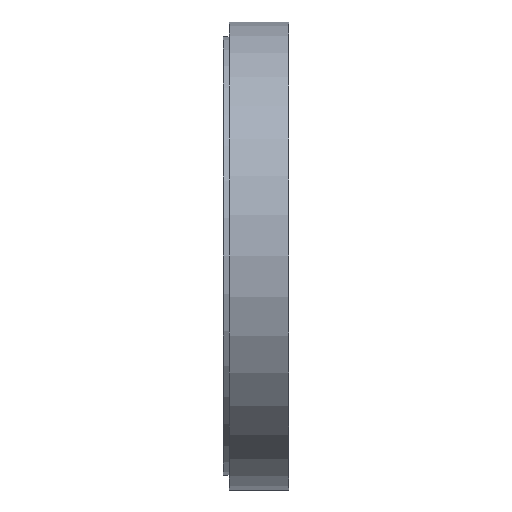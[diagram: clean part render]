
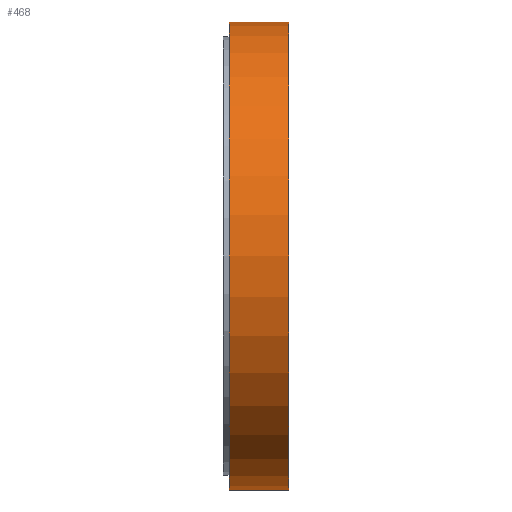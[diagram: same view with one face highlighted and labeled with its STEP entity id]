
A CAD part, left-side view. The second image highlights one B-rep face of the part: STEP entity #468.
In plain terms, the highlighted cylindrical face has radius 23.5 mm (diameter 47 mm), a partial arc.
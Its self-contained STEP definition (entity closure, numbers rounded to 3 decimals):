
#12 = EDGE_CURVE ( 'NONE', #1213, #404, #645, .T. ) ;
#21 = VECTOR ( 'NONE', #1038, 1000. ) ;
#67 = DIRECTION ( 'NONE',  ( 0., 0., -1. ) ) ;
#69 = LINE ( 'NONE', #554, #771 ) ;
#167 = CARTESIAN_POINT ( 'NONE',  ( 0., 6., 0. ) ) ;
#209 = CARTESIAN_POINT ( 'NONE',  ( 0., 6., -23.5 ) ) ;
#269 = AXIS2_PLACEMENT_3D ( 'NONE', #562, #546, #925 ) ;
#319 = DIRECTION ( 'NONE',  ( 0., -1., 0. ) ) ;
#341 = CARTESIAN_POINT ( 'NONE',  ( 0., 0., 0. ) ) ;
#404 = VERTEX_POINT ( 'NONE', #1231 ) ;
#468 = ADVANCED_FACE ( 'NONE', ( #669 ), #537, .T. ) ;
#537 = CYLINDRICAL_SURFACE ( 'NONE', #1502, 23.5 ) ;
#546 = DIRECTION ( 'NONE',  ( 0., 1., 0. ) ) ;
#554 = CARTESIAN_POINT ( 'NONE',  ( 0., 6., -23.5 ) ) ;
#562 = CARTESIAN_POINT ( 'NONE',  ( 0., 6., 0. ) ) ;
#584 = ORIENTED_EDGE ( 'NONE', *, *, #859, .F. ) ;
#645 = CIRCLE ( 'NONE', #269, 23.5 ) ;
#657 = ORIENTED_EDGE ( 'NONE', *, *, #1410, .T. ) ;
#669 = FACE_OUTER_BOUND ( 'NONE', #673, .T. ) ;
#673 = EDGE_LOOP ( 'NONE', ( #584, #935, #1046, #657 ) ) ;
#674 = LINE ( 'NONE', #1383, #21 ) ;
#771 = VECTOR ( 'NONE', #1035, 1000. ) ;
#783 = CARTESIAN_POINT ( 'NONE',  ( 0., 0., 23.5 ) ) ;
#859 = EDGE_CURVE ( 'NONE', #404, #1320, #674, .T. ) ;
#925 = DIRECTION ( 'NONE',  ( 0., 0., 1. ) ) ;
#935 = ORIENTED_EDGE ( 'NONE', *, *, #12, .F. ) ;
#946 = CARTESIAN_POINT ( 'NONE',  ( 0., 0., -23.5 ) ) ;
#1035 = DIRECTION ( 'NONE',  ( 0., -1., 0. ) ) ;
#1038 = DIRECTION ( 'NONE',  ( 0., -1., 0. ) ) ;
#1046 = ORIENTED_EDGE ( 'NONE', *, *, #1353, .T. ) ;
#1074 = DIRECTION ( 'NONE',  ( 0., 0., 1. ) ) ;
#1213 = VERTEX_POINT ( 'NONE', #209 ) ;
#1231 = CARTESIAN_POINT ( 'NONE',  ( 0., 6., 23.5 ) ) ;
#1305 = DIRECTION ( 'NONE',  ( 0., 1., 0. ) ) ;
#1320 = VERTEX_POINT ( 'NONE', #783 ) ;
#1353 = EDGE_CURVE ( 'NONE', #1213, #1462, #69, .T. ) ;
#1383 = CARTESIAN_POINT ( 'NONE',  ( 0., 6., 23.5 ) ) ;
#1410 = EDGE_CURVE ( 'NONE', #1462, #1320, #1466, .T. ) ;
#1462 = VERTEX_POINT ( 'NONE', #946 ) ;
#1466 = CIRCLE ( 'NONE', #1544, 23.5 ) ;
#1502 = AXIS2_PLACEMENT_3D ( 'NONE', #167, #319, #67 ) ;
#1544 = AXIS2_PLACEMENT_3D ( 'NONE', #341, #1305, #1074 ) ;
